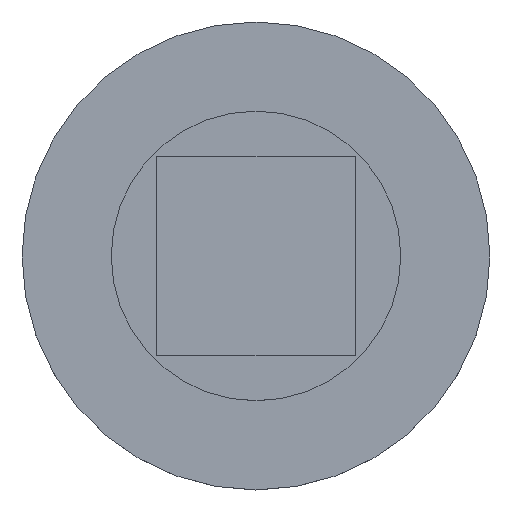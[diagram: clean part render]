
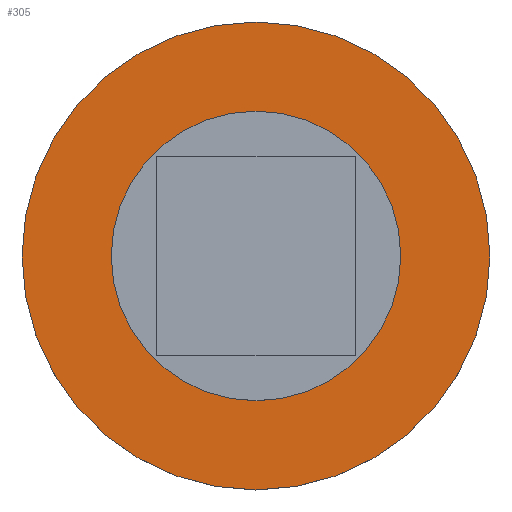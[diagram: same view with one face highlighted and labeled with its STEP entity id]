
A CAD part, top view. The second image highlights one B-rep face of the part: STEP entity #305.
In plain terms, the highlighted planar face has unit normal (0, 0, 1).
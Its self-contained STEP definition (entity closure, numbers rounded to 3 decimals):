
#89 = CARTESIAN_POINT ( 'NONE',  ( 0., 0., 9.798 ) ) ;
#90 = CIRCLE ( 'NONE', #132, 18.25 ) ;
#95 = CARTESIAN_POINT ( 'NONE',  ( 0., 0., 9.798 ) ) ;
#96 = CIRCLE ( 'NONE', #98, 29.5 ) ;
#97 = DIRECTION ( 'NONE',  ( -1., 0., 0. ) ) ;
#98 = AXIS2_PLACEMENT_3D ( 'NONE', #95, #102, #97 ) ;
#102 = DIRECTION ( 'NONE',  ( 0., 0., -1. ) ) ;
#130 = DIRECTION ( 'NONE',  ( 1., 0., 0. ) ) ;
#131 = DIRECTION ( 'NONE',  ( 0., 0., 1. ) ) ;
#132 = AXIS2_PLACEMENT_3D ( 'NONE', #89, #131, #130 ) ;
#170 = EDGE_CURVE ( 'NONE', #185, #171, #401, .T. ) ;
#171 = VERTEX_POINT ( 'NONE', #396 ) ;
#185 = VERTEX_POINT ( 'NONE', #434 ) ;
#268 = EDGE_CURVE ( 'NONE', #171, #185, #96, .T. ) ;
#271 = EDGE_CURVE ( 'NONE', #347, #349, #90, .T. ) ;
#294 = ORIENTED_EDGE ( 'NONE', *, *, #170, .F. ) ;
#296 = EDGE_LOOP ( 'NONE', ( #297, #298 ) ) ;
#297 = ORIENTED_EDGE ( 'NONE', *, *, #348, .F. ) ;
#298 = ORIENTED_EDGE ( 'NONE', *, *, #271, .F. ) ;
#305 = ADVANCED_FACE ( 'NONE', ( #467, #466 ), #465, .F. ) ;
#306 = EDGE_LOOP ( 'NONE', ( #307, #294 ) ) ;
#307 = ORIENTED_EDGE ( 'NONE', *, *, #268, .F. ) ;
#347 = VERTEX_POINT ( 'NONE', #533 ) ;
#348 = EDGE_CURVE ( 'NONE', #349, #347, #526, .T. ) ;
#349 = VERTEX_POINT ( 'NONE', #527 ) ;
#396 = CARTESIAN_POINT ( 'NONE',  ( 29.5, 0., 9.798 ) ) ;
#397 = DIRECTION ( 'NONE',  ( -1., 0., 0. ) ) ;
#398 = DIRECTION ( 'NONE',  ( 0., 0., -1. ) ) ;
#399 = CARTESIAN_POINT ( 'NONE',  ( 0., 0., 9.798 ) ) ;
#400 = AXIS2_PLACEMENT_3D ( 'NONE', #399, #398, #397 ) ;
#401 = CIRCLE ( 'NONE', #400, 29.5 ) ;
#434 = CARTESIAN_POINT ( 'NONE',  ( -29.5, 0., 9.798 ) ) ;
#459 = DIRECTION ( 'NONE',  ( -1., 0., 0. ) ) ;
#460 = DIRECTION ( 'NONE',  ( 0., 0., -1. ) ) ;
#461 = AXIS2_PLACEMENT_3D ( 'NONE', #464, #460, #459 ) ;
#464 = CARTESIAN_POINT ( 'NONE',  ( 0., 34.064, 9.798 ) ) ;
#465 = PLANE ( 'NONE',  #461 ) ;
#466 = FACE_OUTER_BOUND ( 'NONE', #306, .T. ) ;
#467 = FACE_BOUND ( 'NONE', #296, .T. ) ;
#522 = DIRECTION ( 'NONE',  ( 1., 0., 0. ) ) ;
#523 = DIRECTION ( 'NONE',  ( 0., 0., 1. ) ) ;
#524 = CARTESIAN_POINT ( 'NONE',  ( 0., 0., 9.798 ) ) ;
#525 = AXIS2_PLACEMENT_3D ( 'NONE', #524, #523, #522 ) ;
#526 = CIRCLE ( 'NONE', #525, 18.25 ) ;
#527 = CARTESIAN_POINT ( 'NONE',  ( 18.25, 0., 9.798 ) ) ;
#533 = CARTESIAN_POINT ( 'NONE',  ( -18.25, 0., 9.798 ) ) ;
